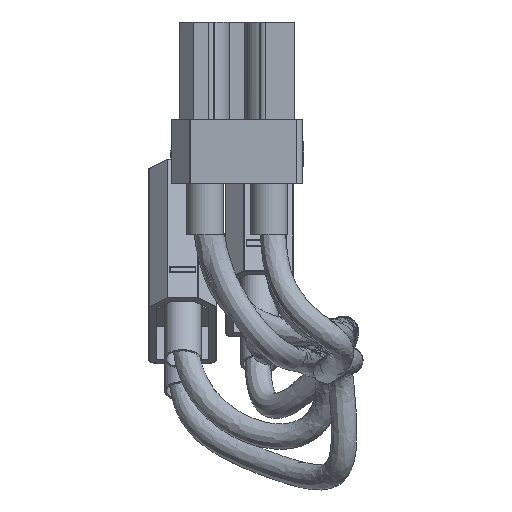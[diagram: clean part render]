
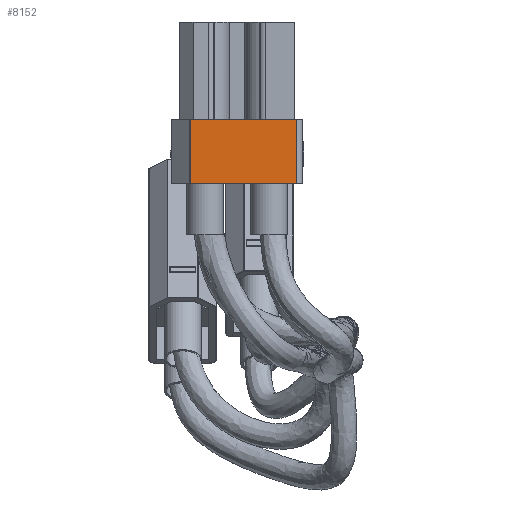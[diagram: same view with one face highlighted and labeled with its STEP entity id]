
A CAD part, left-side view. The second image highlights one B-rep face of the part: STEP entity #8152.
In plain terms, the highlighted planar face has unit normal (-1, 0, 0).
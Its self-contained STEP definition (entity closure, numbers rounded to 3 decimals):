
#1296=FACE_OUTER_BOUND('',#1821,.T.);
#1821=EDGE_LOOP('',(#6357,#6358,#6359,#6360));
#2446=LINE('',#14893,#3092);
#2447=LINE('',#14896,#3093);
#2448=LINE('',#14898,#3094);
#2449=LINE('',#14899,#3095);
#3092=VECTOR('',#10737,1.);
#3093=VECTOR('',#10740,1.);
#3094=VECTOR('',#10741,1.);
#3095=VECTOR('',#10742,1.);
#3779=VERTEX_POINT('',#14889);
#3780=VERTEX_POINT('',#14891);
#3781=VERTEX_POINT('',#14895);
#3782=VERTEX_POINT('',#14897);
#4710=EDGE_CURVE('',#3779,#3780,#2446,.T.);
#4711=EDGE_CURVE('',#3779,#3781,#2447,.T.);
#4712=EDGE_CURVE('',#3780,#3782,#2448,.T.);
#4713=EDGE_CURVE('',#3781,#3782,#2449,.T.);
#6357=ORIENTED_EDGE('',*,*,#4711,.F.);
#6358=ORIENTED_EDGE('',*,*,#4710,.T.);
#6359=ORIENTED_EDGE('',*,*,#4712,.T.);
#6360=ORIENTED_EDGE('',*,*,#4713,.F.);
#7825=PLANE('',#8959);
#8152=ADVANCED_FACE('',(#1296),#7825,.T.);
#8959=AXIS2_PLACEMENT_3D('',#14894,#10738,#10739);
#10737=DIRECTION('',(0.,0.,-1.));
#10738=DIRECTION('center_axis',(-1.,0.,0.));
#10739=DIRECTION('ref_axis',(0.,-1.,0.));
#10740=DIRECTION('',(0.,-1.,0.));
#10741=DIRECTION('',(0.,-1.,0.));
#10742=DIRECTION('',(0.,0.,-1.));
#14889=CARTESIAN_POINT('',(0.,8.792,0.));
#14891=CARTESIAN_POINT('',(0.,8.792,-5.));
#14893=CARTESIAN_POINT('',(0.,8.792,0.));
#14894=CARTESIAN_POINT('Origin',(0.,8.792,0.));
#14895=CARTESIAN_POINT('',(0.,0.5,0.));
#14896=CARTESIAN_POINT('',(0.,0.,0.));
#14897=CARTESIAN_POINT('',(0.,0.5,-5.));
#14898=CARTESIAN_POINT('',(0.,0.,-5.));
#14899=CARTESIAN_POINT('',(0.,0.5,0.));
